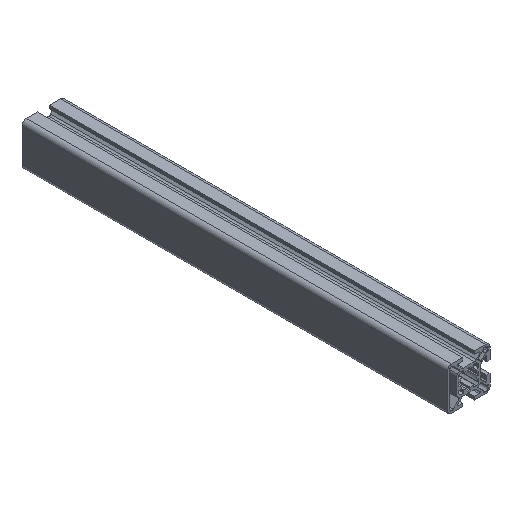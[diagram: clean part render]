
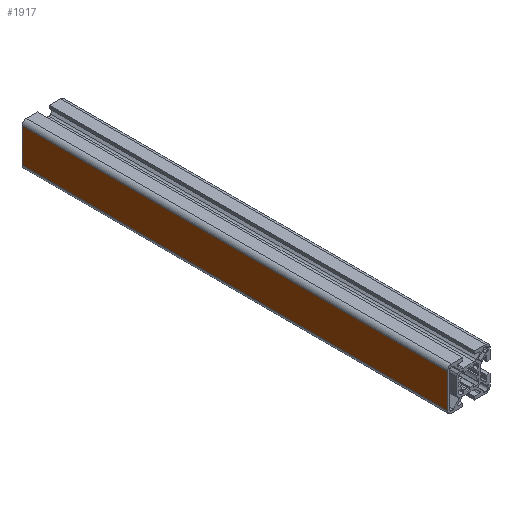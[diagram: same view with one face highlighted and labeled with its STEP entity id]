
A CAD part, isometric view. The second image highlights one B-rep face of the part: STEP entity #1917.
In plain terms, the highlighted face is planar.
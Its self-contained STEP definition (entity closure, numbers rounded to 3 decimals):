
#76 = VERTEX_POINT ( 'NONE', #2864 ) ;
#82 = VERTEX_POINT ( 'NONE', #2871 ) ;
#89 = VERTEX_POINT ( 'NONE', #2875 ) ;
#513 = CARTESIAN_POINT ( 'NONE',  ( 15., -12., -300. ) ) ;
#520 = LINE ( 'NONE', #513, #3761 ) ;
#521 = DIRECTION ( 'NONE',  ( 0., 0., 1. ) ) ;
#535 = LINE ( 'NONE', #538, #3746 ) ;
#538 = CARTESIAN_POINT ( 'NONE',  ( 15., -12., 0. ) ) ;
#540 = DIRECTION ( 'NONE',  ( 0., 1., 0. ) ) ;
#548 = LINE ( 'NONE', #554, #3724 ) ;
#552 = DIRECTION ( 'NONE',  ( 0., 1., 0. ) ) ;
#554 = CARTESIAN_POINT ( 'NONE',  ( 15., -12., -300. ) ) ;
#595 = CARTESIAN_POINT ( 'NONE',  ( 15., -12., -300. ) ) ;
#1047 = EDGE_LOOP ( 'NONE', ( #1521, #1502, #1476, #1512 ) ) ;
#1476 = ORIENTED_EDGE ( 'NONE', *, *, #2158, .T. ) ;
#1502 = ORIENTED_EDGE ( 'NONE', *, *, #2147, .F. ) ;
#1512 = ORIENTED_EDGE ( 'NONE', *, *, #2213, .T. ) ;
#1521 = ORIENTED_EDGE ( 'NONE', *, *, #2154, .F. ) ;
#1917 = ADVANCED_FACE ( 'PLANAR_18', ( #2597 ), #2599, .T. ) ;
#2147 = EDGE_CURVE ( 'NONE', #2926, #82, #520, .T. ) ;
#2154 = EDGE_CURVE ( 'NONE', #82, #89, #535, .T. ) ;
#2158 = EDGE_CURVE ( 'NONE', #2926, #76, #548, .T. ) ;
#2213 = EDGE_CURVE ( 'NONE', #76, #89, #4197, .T. ) ;
#2583 = DIRECTION ( 'NONE',  ( 0., 1., 0. ) ) ;
#2592 = DIRECTION ( 'NONE',  ( 1., 0., 0. ) ) ;
#2597 = FACE_OUTER_BOUND ( 'NONE', #1047, .T. ) ;
#2599 = PLANE ( 'NONE',  #3500 ) ;
#2600 = CARTESIAN_POINT ( 'NONE',  ( 15., -12., -300. ) ) ;
#2864 = CARTESIAN_POINT ( 'NONE',  ( 15., 12., -300. ) ) ;
#2871 = CARTESIAN_POINT ( 'NONE',  ( 15., -12., 0. ) ) ;
#2875 = CARTESIAN_POINT ( 'NONE',  ( 15., 12., 0. ) ) ;
#2926 = VERTEX_POINT ( 'NONE', #595 ) ;
#3500 = AXIS2_PLACEMENT_3D ( 'NONE', #2600, #2592, #2583 ) ;
#3724 = VECTOR ( 'NONE', #552, 1000. ) ;
#3746 = VECTOR ( 'NONE', #540, 1000. ) ;
#3761 = VECTOR ( 'NONE', #521, 1000. ) ;
#3787 = VECTOR ( 'NONE', #4191, 1000. ) ;
#4189 = CARTESIAN_POINT ( 'NONE',  ( 15., 12., -300. ) ) ;
#4191 = DIRECTION ( 'NONE',  ( 0., 0., 1. ) ) ;
#4197 = LINE ( 'NONE', #4189, #3787 ) ;
